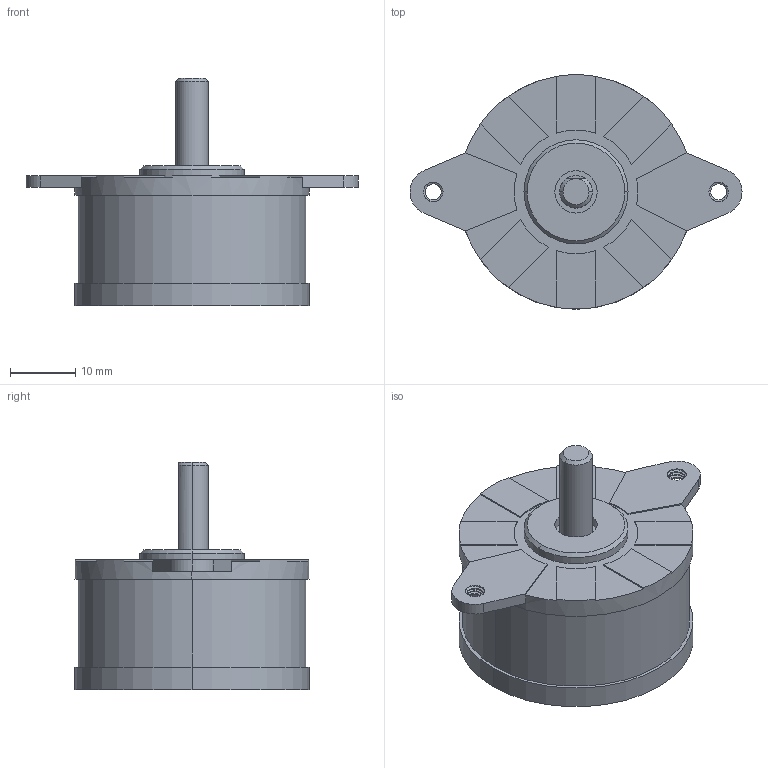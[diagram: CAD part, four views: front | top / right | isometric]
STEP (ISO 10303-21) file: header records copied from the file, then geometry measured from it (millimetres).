
FILE_DESCRIPTION (( 'STEP AP214' ), '1' );
FILE_NAME ('36HM2004A4.STEP', '2024-01-18T02:05:35', ( '' ), ( '' ), 'SwSTEP 2.0', 'SolidWorks 2021', '' );
FILE_SCHEMA (( 'AUTOMOTIVE_DESIGN' ));
Length unit declared in the file: millimetre
Products named in the file (1): 36HM2004A4
Bounding box: 51 x 36 x 35 mm (x, y, z)
Volume: 20226 mm3; surface area: 6960.6 mm2
Topology: 2 solids, 2 shells, 102 faces, 258 edges, 165 vertices
Faces by surface type: plane 45, cylinder 42, bspline 8, cone 5, torus 2
Entity records: 3864 total; most frequent: CARTESIAN_POINT 1410, ORIENTED_EDGE 516, DIRECTION 491, EDGE_CURVE 258, AXIS2_PLACEMENT_3D 186, VERTEX_POINT 165, VECTOR 119, LINE 119
